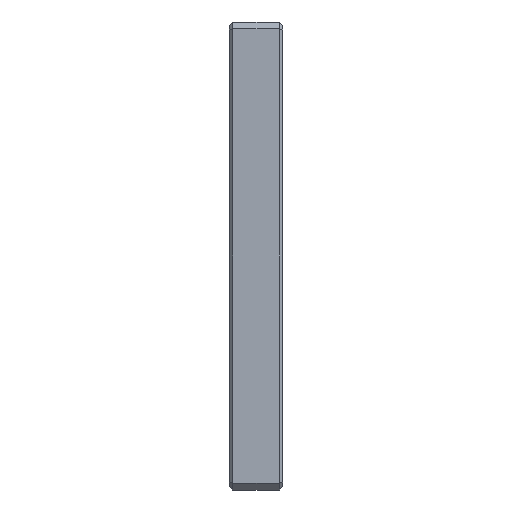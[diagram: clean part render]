
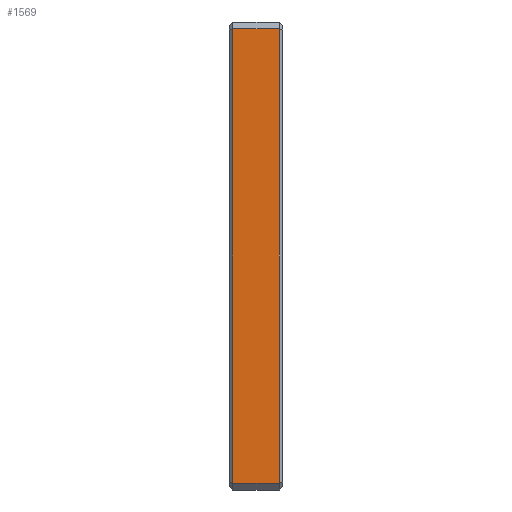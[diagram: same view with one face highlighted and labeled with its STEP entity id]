
A CAD part, left-side view. The second image highlights one B-rep face of the part: STEP entity #1569.
In plain terms, the highlighted planar face has unit normal (-1, 0, 0).
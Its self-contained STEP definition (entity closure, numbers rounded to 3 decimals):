
#4 = ORIENTED_EDGE ( 'NONE', *, *, #1773, .T. ) ;
#31 = VECTOR ( 'NONE', #331, 1000. ) ;
#97 = EDGE_CURVE ( 'NONE', #832, #2385, #1106, .T. ) ;
#200 = CARTESIAN_POINT ( 'NONE',  ( -35., 8., -34. ) ) ;
#313 = LINE ( 'NONE', #1438, #3170 ) ;
#331 = DIRECTION ( 'NONE',  ( 0., 1., 0. ) ) ;
#425 = CARTESIAN_POINT ( 'NONE',  ( -35., 7.5, -34. ) ) ;
#625 = AXIS2_PLACEMENT_3D ( 'NONE', #2982, #918, #2240 ) ;
#672 = DIRECTION ( 'NONE',  ( 0., 0., -1. ) ) ;
#832 = VERTEX_POINT ( 'NONE', #1832 ) ;
#918 = DIRECTION ( 'NONE',  ( 1., 0., 0. ) ) ;
#1106 = LINE ( 'NONE', #1367, #31 ) ;
#1313 = EDGE_CURVE ( 'NONE', #3024, #2274, #3128, .T. ) ;
#1367 = CARTESIAN_POINT ( 'NONE',  ( -35., 8., 34. ) ) ;
#1438 = CARTESIAN_POINT ( 'NONE',  ( -35., 0.5, -35. ) ) ;
#1442 = FACE_OUTER_BOUND ( 'NONE', #2623, .T. ) ;
#1455 = ORIENTED_EDGE ( 'NONE', *, *, #1313, .T. ) ;
#1523 = LINE ( 'NONE', #2582, #1704 ) ;
#1569 = ADVANCED_FACE ( 'NONE', ( #1442 ), #1978, .F. ) ;
#1620 = VECTOR ( 'NONE', #3385, 1000. ) ;
#1704 = VECTOR ( 'NONE', #672, 1000. ) ;
#1773 = EDGE_CURVE ( 'NONE', #2385, #3024, #1523, .T. ) ;
#1832 = CARTESIAN_POINT ( 'NONE',  ( -35., 0.5, 34. ) ) ;
#1944 = DIRECTION ( 'NONE',  ( 0., 0., 1. ) ) ;
#1978 = PLANE ( 'NONE',  #625 ) ;
#2087 = ORIENTED_EDGE ( 'NONE', *, *, #3307, .T. ) ;
#2240 = DIRECTION ( 'NONE',  ( 0., 0., -1. ) ) ;
#2274 = VERTEX_POINT ( 'NONE', #3326 ) ;
#2385 = VERTEX_POINT ( 'NONE', #2577 ) ;
#2577 = CARTESIAN_POINT ( 'NONE',  ( -35., 7.5, 34. ) ) ;
#2582 = CARTESIAN_POINT ( 'NONE',  ( -35., 7.5, -34. ) ) ;
#2623 = EDGE_LOOP ( 'NONE', ( #3196, #4, #1455, #2087 ) ) ;
#2982 = CARTESIAN_POINT ( 'NONE',  ( -35., 8., -35. ) ) ;
#3024 = VERTEX_POINT ( 'NONE', #425 ) ;
#3128 = LINE ( 'NONE', #200, #1620 ) ;
#3170 = VECTOR ( 'NONE', #1944, 1000. ) ;
#3196 = ORIENTED_EDGE ( 'NONE', *, *, #97, .T. ) ;
#3307 = EDGE_CURVE ( 'NONE', #2274, #832, #313, .T. ) ;
#3326 = CARTESIAN_POINT ( 'NONE',  ( -35., 0.5, -34. ) ) ;
#3385 = DIRECTION ( 'NONE',  ( 0., -1., 0. ) ) ;
